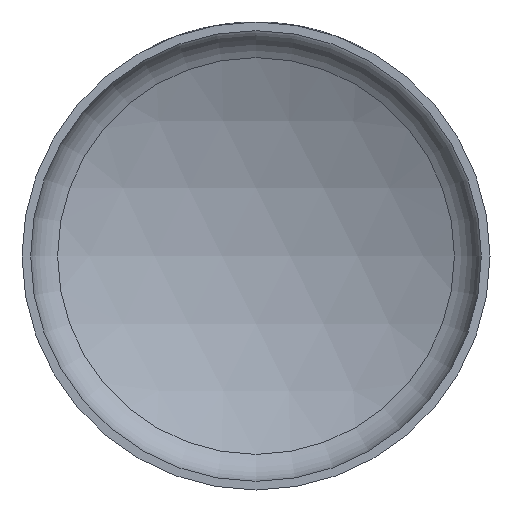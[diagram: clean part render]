
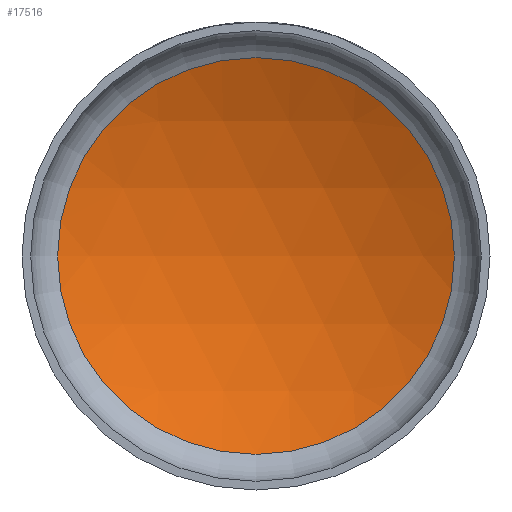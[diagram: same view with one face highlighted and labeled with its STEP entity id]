
A CAD part, front view. The second image highlights one B-rep face of the part: STEP entity #17516.
In plain terms, the highlighted spherical face has radius 108 mm.
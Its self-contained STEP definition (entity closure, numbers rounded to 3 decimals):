
#92 = CARTESIAN_POINT ( 'NONE',  ( 0., 29.782, 0. ) ) ;
#1441 = FACE_OUTER_BOUND ( 'NONE', #2008, .T. ) ;
#1577 = ORIENTED_EDGE ( 'NONE', *, *, #10030, .T. ) ;
#1580 = VERTEX_POINT ( 'NONE', #13882 ) ;
#2008 = EDGE_LOOP ( 'NONE', ( #1577 ) ) ;
#4313 = AXIS2_PLACEMENT_3D ( 'NONE', #92, #15494, #18785 ) ;
#7322 = DIRECTION ( 'NONE',  ( 0., 0., 1. ) ) ;
#8714 = DIRECTION ( 'NONE',  ( 1., 0., 0. ) ) ;
#10030 = EDGE_CURVE ( 'NONE', #1580, #1580, #15260, .T. ) ;
#13882 = CARTESIAN_POINT ( 'NONE',  ( 0., 29.782, -45.778 ) ) ;
#14122 = CARTESIAN_POINT ( 'NONE',  ( 0., -68.036, 0. ) ) ;
#15260 = CIRCLE ( 'NONE', #4313, 45.778 ) ;
#15494 = DIRECTION ( 'NONE',  ( 0., -1., 0. ) ) ;
#16864 = SPHERICAL_SURFACE ( 'NONE', #21063, 108. ) ;
#17516 = ADVANCED_FACE ( 'NONE', ( #1441 ), #16864, .F. ) ;
#18785 = DIRECTION ( 'NONE',  ( 0., 0., -1. ) ) ;
#21063 = AXIS2_PLACEMENT_3D ( 'NONE', #14122, #7322, #8714 ) ;
